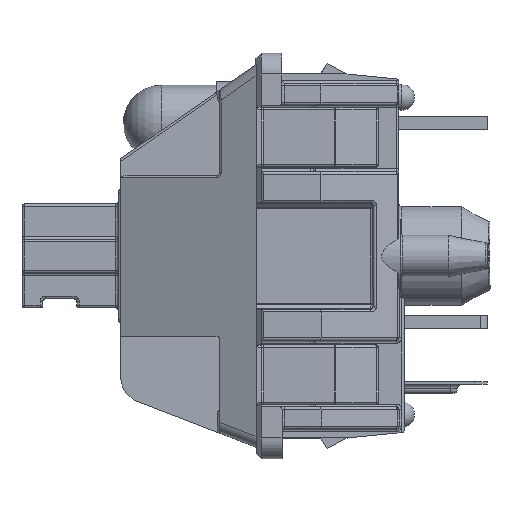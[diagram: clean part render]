
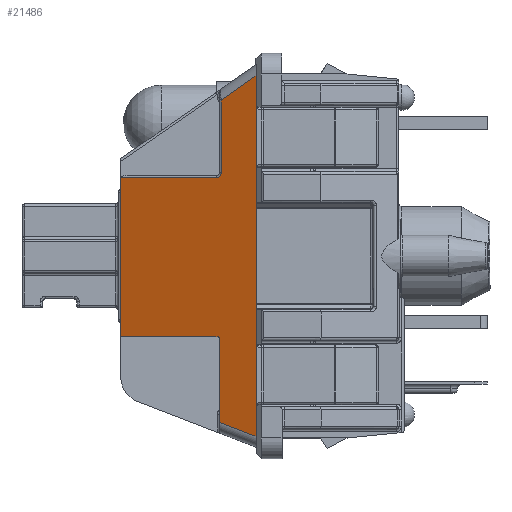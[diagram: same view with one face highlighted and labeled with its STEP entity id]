
A CAD part, left-side view. The second image highlights one B-rep face of the part: STEP entity #21486.
In plain terms, the highlighted face is planar.
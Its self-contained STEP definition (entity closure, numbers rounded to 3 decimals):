
#477=PLANE('',#23601);
#896=ELLIPSE('',#23602,0.109,0.1);
#2559=LINE('',#36731,#4402);
#2639=LINE('',#37033,#4482);
#2681=LINE('',#37245,#4524);
#2682=LINE('',#37247,#4525);
#2683=LINE('',#37251,#4526);
#2684=LINE('',#37252,#4527);
#2685=LINE('',#37253,#4528);
#2686=LINE('',#37254,#4529);
#4402=VECTOR('',#28492,1000.);
#4482=VECTOR('',#28668,1000.);
#4524=VECTOR('',#28744,1000.);
#4525=VECTOR('',#28745,1000.);
#4526=VECTOR('',#28748,1000.);
#4527=VECTOR('',#28749,1000.);
#4528=VECTOR('',#28750,1000.);
#4529=VECTOR('',#28751,1000.);
#5248=B_SPLINE_CURVE_WITH_KNOTS('',3,(#37238,#37239,#37240,#37241,#37242,
#37243,#37244),.UNSPECIFIED.,.F.,.F.,(4,3,4),(4.712,5.498,
6.283),.UNSPECIFIED.);
#6059=FACE_OUTER_BOUND('',#7448,.T.);
#7448=EDGE_LOOP('',(#17950,#17951,#17952,#17953,#17954,#17955,#17956,#17957,
#17958,#17959));
#10184=VERTEX_POINT('',#36627);
#10205=VERTEX_POINT('',#36728);
#10206=VERTEX_POINT('',#36730);
#10331=VERTEX_POINT('',#37030);
#10332=VERTEX_POINT('',#37032);
#10388=VERTEX_POINT('',#37236);
#10389=VERTEX_POINT('',#37237);
#10390=VERTEX_POINT('',#37246);
#10391=VERTEX_POINT('',#37248);
#10392=VERTEX_POINT('',#37250);
#12802=EDGE_CURVE('',#10206,#10205,#2559,.T.);
#12933=EDGE_CURVE('',#10331,#10332,#2639,.T.);
#12995=EDGE_CURVE('',#10388,#10389,#5248,.T.);
#12996=EDGE_CURVE('',#10388,#10332,#2681,.T.);
#12997=EDGE_CURVE('',#10331,#10390,#2682,.T.);
#12998=EDGE_CURVE('',#10390,#10391,#896,.T.);
#12999=EDGE_CURVE('',#10391,#10392,#2683,.T.);
#13000=EDGE_CURVE('',#10392,#10206,#2684,.T.);
#13001=EDGE_CURVE('',#10205,#10184,#2685,.T.);
#13002=EDGE_CURVE('',#10184,#10389,#2686,.T.);
#17950=ORIENTED_EDGE('',*,*,#12995,.F.);
#17951=ORIENTED_EDGE('',*,*,#12996,.T.);
#17952=ORIENTED_EDGE('',*,*,#12933,.F.);
#17953=ORIENTED_EDGE('',*,*,#12997,.T.);
#17954=ORIENTED_EDGE('',*,*,#12998,.T.);
#17955=ORIENTED_EDGE('',*,*,#12999,.T.);
#17956=ORIENTED_EDGE('',*,*,#13000,.T.);
#17957=ORIENTED_EDGE('',*,*,#12802,.T.);
#17958=ORIENTED_EDGE('',*,*,#13001,.T.);
#17959=ORIENTED_EDGE('',*,*,#13002,.T.);
#21486=ADVANCED_FACE('',(#6059),#477,.F.);
#23601=AXIS2_PLACEMENT_3D('',#37235,#28742,#28743);
#23602=AXIS2_PLACEMENT_3D('',#37249,#28746,#28747);
#28492=DIRECTION('',(0.,1.,0.));
#28668=DIRECTION('',(0.,1.,0.));
#28742=DIRECTION('center_axis',(-0.915,0.,-0.405));
#28743=DIRECTION('ref_axis',(-0.405,0.,0.915));
#28744=DIRECTION('',(-0.405,0.,0.915));
#28745=DIRECTION('',(0.405,0.,-0.915));
#28746=DIRECTION('center_axis',(-0.915,0.,
-0.405));
#28747=DIRECTION('ref_axis',(0.405,0.,-0.915));
#28748=DIRECTION('',(0.,-1.,0.));
#28749=DIRECTION('',(0.382,-0.332,-0.863));
#28750=DIRECTION('',(-0.342,-0.535,0.773));
#28751=DIRECTION('',(0.,-1.,0.));
#36627=CARTESIAN_POINT('',(6.757,6.001,-1.26));
#36728=CARTESIAN_POINT('',(7.35,6.929,-2.6));
#36730=CARTESIAN_POINT('',(7.35,-6.938,-2.6));
#36731=CARTESIAN_POINT('',(7.35,-7.35,-2.6));
#37030=CARTESIAN_POINT('',(5.05,-3.1,2.6));
#37032=CARTESIAN_POINT('',(5.05,3.,2.6));
#37033=CARTESIAN_POINT('',(5.05,-7.35,2.6));
#37235=CARTESIAN_POINT('Origin',(7.35,-7.35,-2.6));
#37236=CARTESIAN_POINT('',(6.669,3.,-1.06));
#37237=CARTESIAN_POINT('',(6.757,3.2,-1.26));
#37238=CARTESIAN_POINT('Ctrl Pts',(6.669,3.,-1.06));
#37239=CARTESIAN_POINT('Ctrl Pts',(6.692,3.,-1.112));
#37240=CARTESIAN_POINT('Ctrl Pts',(6.715,3.022,-1.164));
#37241=CARTESIAN_POINT('Ctrl Pts',(6.731,3.059,-1.201));
#37242=CARTESIAN_POINT('Ctrl Pts',(6.748,3.096,-1.238));
#37243=CARTESIAN_POINT('Ctrl Pts',(6.757,3.147,-1.26));
#37244=CARTESIAN_POINT('Ctrl Pts',(6.757,3.2,-1.26));
#37245=CARTESIAN_POINT('',(5.05,3.,2.6));
#37246=CARTESIAN_POINT('',(6.687,-3.1,-1.1));
#37247=CARTESIAN_POINT('',(5.05,-3.1,2.6));
#37248=CARTESIAN_POINT('',(6.731,-3.2,-1.2));
#37249=CARTESIAN_POINT('Origin',(6.687,-3.2,-1.1));
#37250=CARTESIAN_POINT('',(6.731,-6.399,-1.2));
#37251=CARTESIAN_POINT('',(6.731,-7.35,-1.2));
#37252=CARTESIAN_POINT('',(7.402,-6.983,-2.718));
#37253=CARTESIAN_POINT('',(6.808,6.08,-1.374));
#37254=CARTESIAN_POINT('',(6.757,3.1,-1.26));
